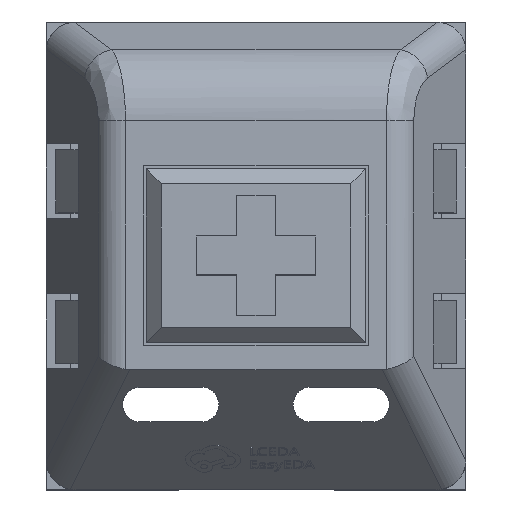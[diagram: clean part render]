
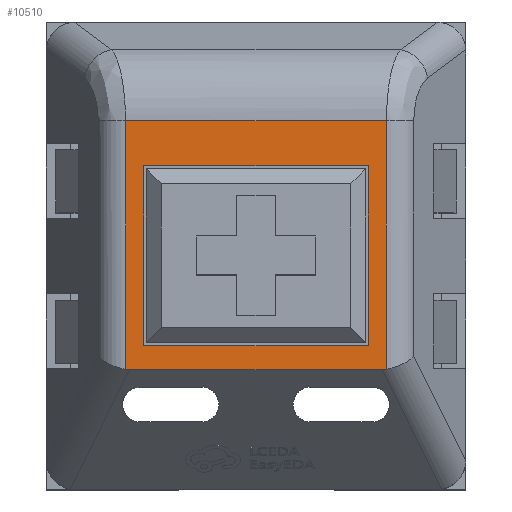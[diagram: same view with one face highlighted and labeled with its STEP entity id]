
A CAD part, top view. The second image highlights one B-rep face of the part: STEP entity #10510.
In plain terms, the highlighted planar face has unit normal (0, 0, 1).
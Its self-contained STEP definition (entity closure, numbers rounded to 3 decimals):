
#9214 = VERTEX_POINT('',#9215);
#9215 = CARTESIAN_POINT('',(4.836,-7.61,
    11.45));
#9221 = EDGE_CURVE('',#9222,#9214,#9224,.T.);
#9222 = VERTEX_POINT('',#9223);
#9223 = CARTESIAN_POINT('',(-3.566,-7.61,
    11.45));
#9224 = LINE('',#9225,#9226);
#9225 = CARTESIAN_POINT('',(7.635,-7.61,
    11.45));
#9226 = VECTOR('',#9227,1.);
#9227 = DIRECTION('',(1.,0.,0.));
#10510 = ADVANCED_FACE('',(#10511,#10545),#10588,.T.);
#10511 = FACE_BOUND('',#10512,.T.);
#10512 = EDGE_LOOP('',(#10513,#10523,#10531,#10539));
#10513 = ORIENTED_EDGE('',*,*,#10514,.F.);
#10514 = EDGE_CURVE('',#10515,#10517,#10519,.T.);
#10515 = VERTEX_POINT('',#10516);
#10516 = CARTESIAN_POINT('',(4.385,-0.81,
    11.45));
#10517 = VERTEX_POINT('',#10518);
#10518 = CARTESIAN_POINT('',(-3.115,-0.81,
    11.45));
#10519 = LINE('',#10520,#10521);
#10520 = CARTESIAN_POINT('',(-3.115,-0.81,
    11.45));
#10521 = VECTOR('',#10522,1.);
#10522 = DIRECTION('',(-1.,0.,0.));
#10523 = ORIENTED_EDGE('',*,*,#10524,.F.);
#10524 = EDGE_CURVE('',#10525,#10515,#10527,.T.);
#10525 = VERTEX_POINT('',#10526);
#10526 = CARTESIAN_POINT('',(4.385,-6.81,
    11.45));
#10527 = LINE('',#10528,#10529);
#10528 = CARTESIAN_POINT('',(4.385,-6.81,
    11.45));
#10529 = VECTOR('',#10530,1.);
#10530 = DIRECTION('',(0.,1.,0.));
#10531 = ORIENTED_EDGE('',*,*,#10532,.F.);
#10532 = EDGE_CURVE('',#10533,#10525,#10535,.T.);
#10533 = VERTEX_POINT('',#10534);
#10534 = CARTESIAN_POINT('',(-3.115,-6.81,
    11.45));
#10535 = LINE('',#10536,#10537);
#10536 = CARTESIAN_POINT('',(-3.115,-6.81,
    11.45));
#10537 = VECTOR('',#10538,1.);
#10538 = DIRECTION('',(1.,0.,0.));
#10539 = ORIENTED_EDGE('',*,*,#10540,.F.);
#10540 = EDGE_CURVE('',#10517,#10533,#10541,.T.);
#10541 = LINE('',#10542,#10543);
#10542 = CARTESIAN_POINT('',(-3.115,-6.81,
    11.45));
#10543 = VECTOR('',#10544,1.);
#10544 = DIRECTION('',(0.,-1.,-0.));
#10545 = FACE_BOUND('',#10546,.T.);
#10546 = EDGE_LOOP('',(#10547,#10556,#10564,#10572,#10580,#10587));
#10547 = ORIENTED_EDGE('',*,*,#10548,.T.);
#10548 = EDGE_CURVE('',#9214,#10549,#10551,.T.);
#10549 = VERTEX_POINT('',#10550);
#10550 = CARTESIAN_POINT('',(4.985,-7.596,
    11.45));
#10551 = ( BOUNDED_CURVE() B_SPLINE_CURVE(3,(#10552,#10553,#10554,#10555
),.UNSPECIFIED.,.F.,.F.) B_SPLINE_CURVE_WITH_KNOTS((4,4),(2.801,
2.946),.PIECEWISE_BEZIER_KNOTS.) CURVE() 
GEOMETRIC_REPRESENTATION_ITEM() RATIONAL_B_SPLINE_CURVE((1.,
0.998,0.998,1.)) REPRESENTATION_ITEM('') );
#10552 = CARTESIAN_POINT('',(4.836,-7.61,
    11.45));
#10553 = CARTESIAN_POINT('',(4.887,-7.61,
    11.45));
#10554 = CARTESIAN_POINT('',(4.937,-7.605,
    11.45));
#10555 = CARTESIAN_POINT('',(4.985,-7.596,
    11.45));
#10556 = ORIENTED_EDGE('',*,*,#10557,.T.);
#10557 = EDGE_CURVE('',#10549,#10558,#10560,.T.);
#10558 = VERTEX_POINT('',#10559);
#10559 = CARTESIAN_POINT('',(4.985,0.688,
    11.45));
#10560 = LINE('',#10561,#10562);
#10561 = CARTESIAN_POINT('',(4.985,-3.81,
    11.45));
#10562 = VECTOR('',#10563,1.);
#10563 = DIRECTION('',(0.,1.,0.));
#10564 = ORIENTED_EDGE('',*,*,#10565,.T.);
#10565 = EDGE_CURVE('',#10558,#10566,#10568,.T.);
#10566 = VERTEX_POINT('',#10567);
#10567 = CARTESIAN_POINT('',(-3.715,0.688,
    11.45));
#10568 = LINE('',#10569,#10570);
#10569 = CARTESIAN_POINT('',(0.635,0.688,
    11.45));
#10570 = VECTOR('',#10571,1.);
#10571 = DIRECTION('',(-1.,0.,0.));
#10572 = ORIENTED_EDGE('',*,*,#10573,.T.);
#10573 = EDGE_CURVE('',#10566,#10574,#10576,.T.);
#10574 = VERTEX_POINT('',#10575);
#10575 = CARTESIAN_POINT('',(-3.715,-7.596,
    11.45));
#10576 = LINE('',#10577,#10578);
#10577 = CARTESIAN_POINT('',(-3.715,-3.81,
    11.45));
#10578 = VECTOR('',#10579,1.);
#10579 = DIRECTION('',(0.,-1.,0.));
#10580 = ORIENTED_EDGE('',*,*,#10581,.T.);
#10581 = EDGE_CURVE('',#10574,#9222,#10582,.T.);
#10582 = ( BOUNDED_CURVE() B_SPLINE_CURVE(3,(#10583,#10584,#10585,#10586
),.UNSPECIFIED.,.F.,.F.) B_SPLINE_CURVE_WITH_KNOTS((4,4),(0.196
,0.341),.PIECEWISE_BEZIER_KNOTS.) CURVE() 
GEOMETRIC_REPRESENTATION_ITEM() RATIONAL_B_SPLINE_CURVE((1.,
0.998,0.998,1.)) REPRESENTATION_ITEM('') );
#10583 = CARTESIAN_POINT('',(-3.715,-7.596,
    11.45));
#10584 = CARTESIAN_POINT('',(-3.667,-7.605,
    11.45));
#10585 = CARTESIAN_POINT('',(-3.617,-7.61,
    11.45));
#10586 = CARTESIAN_POINT('',(-3.566,-7.61,
    11.45));
#10587 = ORIENTED_EDGE('',*,*,#9221,.T.);
#10588 = PLANE('',#10589);
#10589 = AXIS2_PLACEMENT_3D('',#10590,#10591,#10592);
#10590 = CARTESIAN_POINT('',(0.635,-3.81,
    11.45));
#10591 = DIRECTION('',(0.,0.,1.));
#10592 = DIRECTION('',(0.,1.,-0.));
